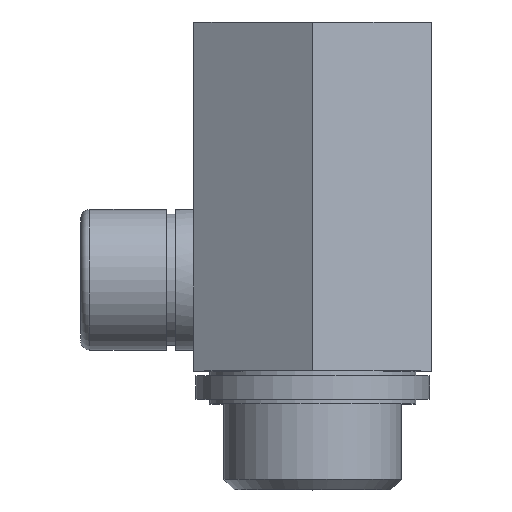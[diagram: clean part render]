
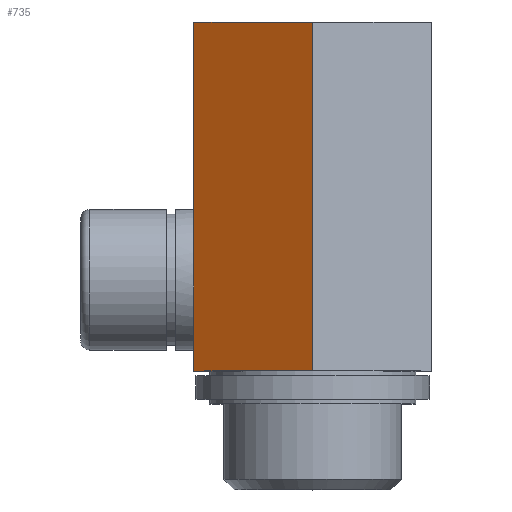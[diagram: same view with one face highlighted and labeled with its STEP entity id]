
A CAD part, top view. The second image highlights one B-rep face of the part: STEP entity #735.
In plain terms, the highlighted planar face has unit normal (-0.5, 0, 0.866).
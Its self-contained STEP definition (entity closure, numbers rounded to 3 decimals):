
#39=LINE('',#995,#61);
#40=LINE('',#999,#62);
#45=LINE('',#1039,#67);
#56=LINE('',#1060,#78);
#57=LINE('',#1062,#79);
#58=LINE('',#1063,#80);
#61=VECTOR('',#836,1000.);
#62=VECTOR('',#841,1000.);
#67=VECTOR('',#886,1000.);
#78=VECTOR('',#905,1000.);
#79=VECTOR('',#908,1000.);
#80=VECTOR('',#909,1000.);
#132=ORIENTED_EDGE('',*,*,#190,.T.);
#133=ORIENTED_EDGE('',*,*,#216,.F.);
#134=ORIENTED_EDGE('',*,*,#217,.F.);
#135=ORIENTED_EDGE('',*,*,#205,.T.);
#136=ORIENTED_EDGE('',*,*,#218,.T.);
#137=ORIENTED_EDGE('',*,*,#188,.T.);
#188=EDGE_CURVE('',#237,#240,#39,.T.);
#190=EDGE_CURVE('',#240,#242,#40,.T.);
#205=EDGE_CURVE('',#257,#256,#45,.T.);
#216=EDGE_CURVE('',#262,#242,#56,.T.);
#217=EDGE_CURVE('',#257,#262,#57,.T.);
#218=EDGE_CURVE('',#256,#237,#58,.T.);
#237=VERTEX_POINT('',#989);
#240=VERTEX_POINT('',#994);
#242=VERTEX_POINT('',#1000);
#256=VERTEX_POINT('',#1038);
#257=VERTEX_POINT('',#1040);
#262=VERTEX_POINT('',#1059);
#335=EDGE_LOOP('',(#132,#133,#134,#135,#136,#137));
#399=FACE_BOUND('',#335,.T.);
#448=PLANE('',#789);
#735=ADVANCED_FACE('',(#399),#448,.F.);
#789=AXIS2_PLACEMENT_3D('',#1061,#906,#907);
#836=DIRECTION('',(0.,-1.,0.));
#841=DIRECTION('',(0.866,0.,0.5));
#886=DIRECTION('',(0.,-1.,0.));
#905=DIRECTION('',(0.,-1.,0.));
#906=DIRECTION('',(0.5,0.,-0.866));
#907=DIRECTION('',(-0.866,0.,-0.5));
#908=DIRECTION('',(0.866,0.,0.5));
#909=DIRECTION('',(0.,-1.,0.));
#989=CARTESIAN_POINT('',(-6.5,5.94,3.753));
#994=CARTESIAN_POINT('',(-6.5,1.8,3.753));
#995=CARTESIAN_POINT('',(-6.5,20.9,3.753));
#999=CARTESIAN_POINT('',(-6.5,1.8,3.753));
#1000=CARTESIAN_POINT('',(0.,1.8,7.506));
#1038=CARTESIAN_POINT('',(-6.5,7.66,3.753));
#1039=CARTESIAN_POINT('',(-6.5,20.9,3.753));
#1040=CARTESIAN_POINT('',(-6.5,20.9,3.753));
#1059=CARTESIAN_POINT('',(0.,20.9,7.506));
#1060=CARTESIAN_POINT('',(0.,20.9,7.506));
#1061=CARTESIAN_POINT('',(-6.5,20.9,3.753));
#1062=CARTESIAN_POINT('',(-6.5,20.9,3.753));
#1063=CARTESIAN_POINT('',(-6.5,20.9,3.753));
